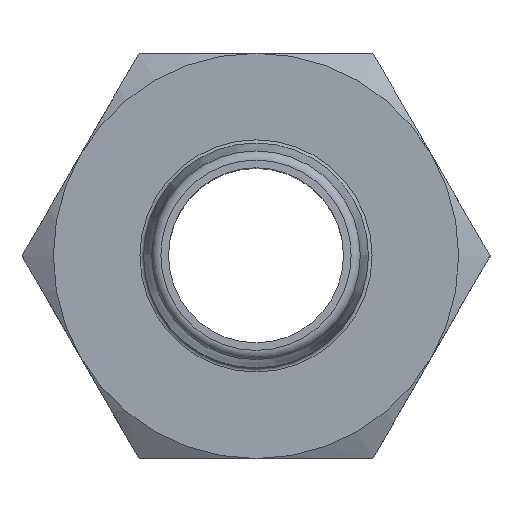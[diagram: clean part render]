
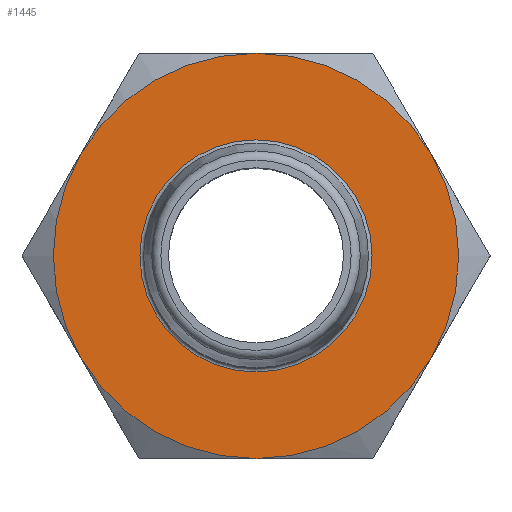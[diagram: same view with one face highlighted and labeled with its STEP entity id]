
A CAD part, top view. The second image highlights one B-rep face of the part: STEP entity #1445.
In plain terms, the highlighted face is planar.
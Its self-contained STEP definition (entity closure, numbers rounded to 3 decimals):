
#702=PLANE('',#1346);
#750=ORIENTED_EDGE('',*,*,#935,.T.);
#751=ORIENTED_EDGE('',*,*,#936,.T.);
#752=ORIENTED_EDGE('',*,*,#937,.T.);
#753=ORIENTED_EDGE('',*,*,#938,.T.);
#754=ORIENTED_EDGE('',*,*,#939,.T.);
#755=ORIENTED_EDGE('',*,*,#940,.T.);
#756=ORIENTED_EDGE('',*,*,#934,.F.);
#856=CIRCLE('',#1345,6.3);
#857=CIRCLE('',#1347,11.);
#858=CIRCLE('',#1348,11.);
#859=CIRCLE('',#1349,11.);
#860=CIRCLE('',#1350,11.);
#861=CIRCLE('',#1351,11.);
#862=CIRCLE('',#1352,11.);
#889=VERTEX_POINT('',#1528);
#890=VERTEX_POINT('',#1531);
#891=VERTEX_POINT('',#1532);
#892=VERTEX_POINT('',#1534);
#893=VERTEX_POINT('',#1536);
#894=VERTEX_POINT('',#1538);
#895=VERTEX_POINT('',#1540);
#934=EDGE_CURVE('',#889,#889,#856,.T.);
#935=EDGE_CURVE('',#890,#891,#857,.T.);
#936=EDGE_CURVE('',#891,#892,#858,.T.);
#937=EDGE_CURVE('',#892,#893,#859,.T.);
#938=EDGE_CURVE('',#893,#894,#860,.T.);
#939=EDGE_CURVE('',#894,#895,#861,.T.);
#940=EDGE_CURVE('',#895,#890,#862,.T.);
#1017=EDGE_LOOP('',(#750,#751,#752,#753,#754,#755));
#1018=EDGE_LOOP('',(#756));
#1079=FACE_BOUND('',#1017,.T.);
#1080=FACE_BOUND('',#1018,.T.);
#1181=DIRECTION('',(0.,1.,0.));
#1182=DIRECTION('',(6.3,0.,0.));
#1183=DIRECTION('',(0.,1.,0.));
#1184=DIRECTION('',(1.,0.,0.));
#1185=DIRECTION('',(0.,1.,0.));
#1186=DIRECTION('',(0.,0.,11.));
#1187=DIRECTION('',(0.,1.,0.));
#1188=DIRECTION('',(9.526,0.,5.5));
#1189=DIRECTION('',(0.,1.,0.));
#1190=DIRECTION('',(9.526,0.,-5.5));
#1191=DIRECTION('',(0.,1.,0.));
#1192=DIRECTION('',(0.,0.,-11.));
#1193=DIRECTION('',(0.,1.,0.));
#1194=DIRECTION('',(-9.526,0.,-5.5));
#1195=DIRECTION('',(0.,1.,0.));
#1196=DIRECTION('',(-9.526,0.,5.5));
#1345=AXIS2_PLACEMENT_3D('',#1529,#1181,#1182);
#1346=AXIS2_PLACEMENT_3D('',#1530,#1183,#1184);
#1347=AXIS2_PLACEMENT_3D('',#1533,#1185,#1186);
#1348=AXIS2_PLACEMENT_3D('',#1535,#1187,#1188);
#1349=AXIS2_PLACEMENT_3D('',#1537,#1189,#1190);
#1350=AXIS2_PLACEMENT_3D('',#1539,#1191,#1192);
#1351=AXIS2_PLACEMENT_3D('',#1541,#1193,#1194);
#1352=AXIS2_PLACEMENT_3D('',#1542,#1195,#1196);
#1445=ADVANCED_FACE('',(#1079,#1080),#702,.T.);
#1528=CARTESIAN_POINT('',(9.349,21.956,0.));
#1529=CARTESIAN_POINT('',(3.049,21.956,0.));
#1530=CARTESIAN_POINT('',(14.049,21.956,0.));
#1531=CARTESIAN_POINT('',(3.049,21.956,11.));
#1532=CARTESIAN_POINT('',(12.575,21.956,5.5));
#1533=CARTESIAN_POINT('',(3.049,21.956,0.));
#1534=CARTESIAN_POINT('',(12.575,21.956,-5.5));
#1535=CARTESIAN_POINT('',(3.049,21.956,0.));
#1536=CARTESIAN_POINT('',(3.049,21.956,-11.));
#1537=CARTESIAN_POINT('',(3.049,21.956,0.));
#1538=CARTESIAN_POINT('',(-6.477,21.956,-5.5));
#1539=CARTESIAN_POINT('',(3.049,21.956,0.));
#1540=CARTESIAN_POINT('',(-6.477,21.956,5.5));
#1541=CARTESIAN_POINT('',(3.049,21.956,0.));
#1542=CARTESIAN_POINT('',(3.049,21.956,0.));
